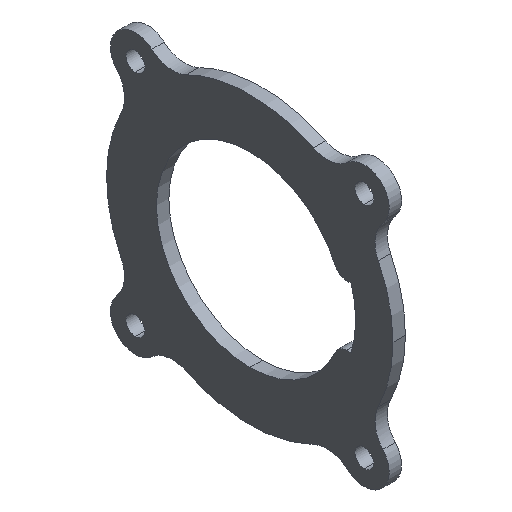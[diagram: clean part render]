
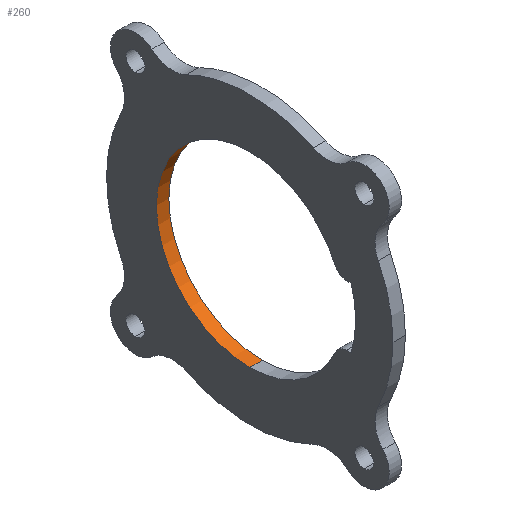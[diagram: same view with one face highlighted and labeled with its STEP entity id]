
A CAD part, isometric view. The second image highlights one B-rep face of the part: STEP entity #260.
In plain terms, the highlighted cylindrical face has radius 15 mm (diameter 30 mm), a partial arc.
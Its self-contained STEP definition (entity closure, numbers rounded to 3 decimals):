
#70 = CARTESIAN_POINT ( 'NONE',  ( 1148.407, 979.109, 825.364 ) ) ;
#194 = DIRECTION ( 'NONE',  ( 0., 0., -1. ) ) ;
#226 = CARTESIAN_POINT ( 'NONE',  ( 1146.407, 979.109, 795.364 ) ) ;
#255 = LINE ( 'NONE', #941, #764 ) ;
#260 = ADVANCED_FACE ( 'NONE', ( #309 ), #1595, .F. ) ;
#309 = FACE_OUTER_BOUND ( 'NONE', #917, .T. ) ;
#316 = DIRECTION ( 'NONE',  ( 0., 0., 1. ) ) ;
#364 = ORIENTED_EDGE ( 'NONE', *, *, #1686, .F. ) ;
#425 = DIRECTION ( 'NONE',  ( -1., 0., 0. ) ) ;
#432 = ORIENTED_EDGE ( 'NONE', *, *, #624, .T. ) ;
#464 = DIRECTION ( 'NONE',  ( -1., 0., 0. ) ) ;
#483 = DIRECTION ( 'NONE',  ( 1., 0., 0. ) ) ;
#537 = DIRECTION ( 'NONE',  ( -1., 0., 0. ) ) ;
#610 = CARTESIAN_POINT ( 'NONE',  ( 1149.407, 979.109, 795.364 ) ) ;
#624 = EDGE_CURVE ( 'NONE', #1221, #1328, #1120, .T. ) ;
#658 = DIRECTION ( 'NONE',  ( 0., 0., 1. ) ) ;
#709 = AXIS2_PLACEMENT_3D ( 'NONE', #1506, #537, #658 ) ;
#760 = ORIENTED_EDGE ( 'NONE', *, *, #1350, .T. ) ;
#764 = VECTOR ( 'NONE', #1807, 1000. ) ;
#803 = VERTEX_POINT ( 'NONE', #226 ) ;
#882 = CARTESIAN_POINT ( 'NONE',  ( 1149.407, 979.109, 810.364 ) ) ;
#917 = EDGE_LOOP ( 'NONE', ( #364, #432, #981, #760 ) ) ;
#941 = CARTESIAN_POINT ( 'NONE',  ( 1149.407, 979.109, 825.364 ) ) ;
#981 = ORIENTED_EDGE ( 'NONE', *, *, #1372, .T. ) ;
#1010 = CIRCLE ( 'NONE', #709, 15. ) ;
#1024 = CARTESIAN_POINT ( 'NONE',  ( 1146.407, 979.109, 825.364 ) ) ;
#1060 = CARTESIAN_POINT ( 'NONE',  ( 1148.407, 979.109, 810.364 ) ) ;
#1120 = CIRCLE ( 'NONE', #1347, 15. ) ;
#1221 = VERTEX_POINT ( 'NONE', #1530 ) ;
#1321 = AXIS2_PLACEMENT_3D ( 'NONE', #882, #425, #316 ) ;
#1328 = VERTEX_POINT ( 'NONE', #70 ) ;
#1347 = AXIS2_PLACEMENT_3D ( 'NONE', #1060, #483, #194 ) ;
#1350 = EDGE_CURVE ( 'NONE', #1664, #803, #1010, .T. ) ;
#1372 = EDGE_CURVE ( 'NONE', #1328, #1664, #255, .T. ) ;
#1506 = CARTESIAN_POINT ( 'NONE',  ( 1146.407, 979.109, 810.364 ) ) ;
#1523 = VECTOR ( 'NONE', #464, 1000. ) ;
#1530 = CARTESIAN_POINT ( 'NONE',  ( 1148.407, 979.109, 795.364 ) ) ;
#1595 = CYLINDRICAL_SURFACE ( 'NONE', #1321, 15. ) ;
#1664 = VERTEX_POINT ( 'NONE', #1024 ) ;
#1686 = EDGE_CURVE ( 'NONE', #1221, #803, #1734, .T. ) ;
#1734 = LINE ( 'NONE', #610, #1523 ) ;
#1807 = DIRECTION ( 'NONE',  ( -1., 0., 0. ) ) ;
